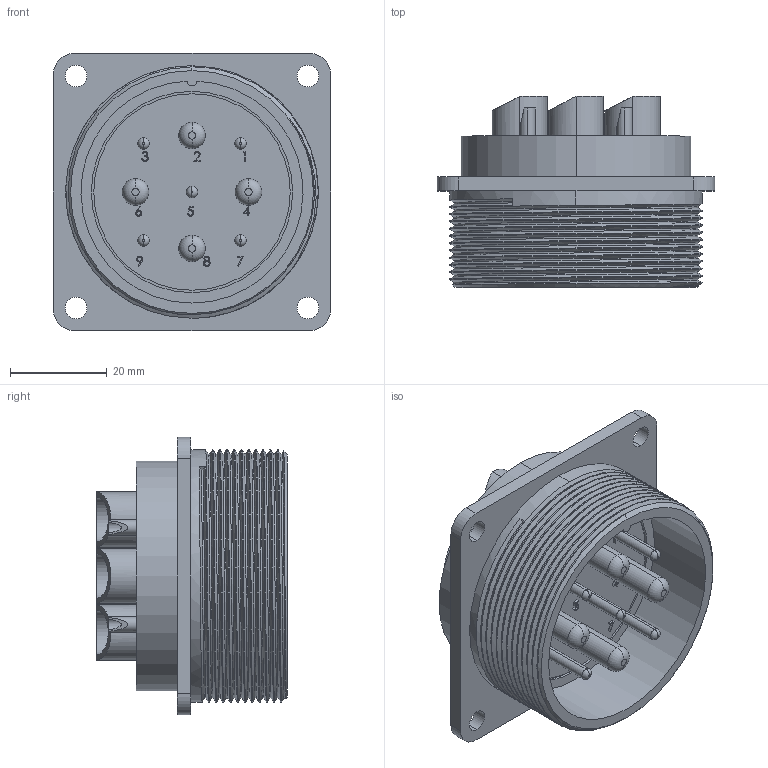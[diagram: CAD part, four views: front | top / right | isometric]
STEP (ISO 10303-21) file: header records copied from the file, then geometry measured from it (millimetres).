
FILE_DESCRIPTION (( 'STEP AP214' ), '1' );
FILE_NAME ('2ﾐﾒ48ﾏ93ﾘ7, 肬裼蒡.STEP', '2023-11-16T11:43:14', ( '' ), ( '' ), 'SwSTEP 2.0', 'SolidWorks 2021', '' );
FILE_SCHEMA (( 'AUTOMOTIVE_DESIGN' ));
Length unit declared in the file: millimetre
Products named in the file (1): 2ﾐﾒ48ﾏ93ﾘ7, 肬裼蒡
Bounding box: 57.5 x 39.55 x 57.5 mm (x, y, z)
Volume: 40554.9 mm3; surface area: 20855.8 mm2
Topology: 1 solids, 1 shells, 423 faces, 1067 edges, 700 vertices
Faces by surface type: plane 171, bspline 129, cylinder 103, torus 18, cone 2
Entity records: 24492 total; most frequent: CARTESIAN_POINT 12094, ORIENTED_EDGE 2134, DIRECTION 1533, EDGE_CURVE 1067, VERTEX_POINT 700, LINE 537, VECTOR 537, AXIS2_PLACEMENT_3D 498
